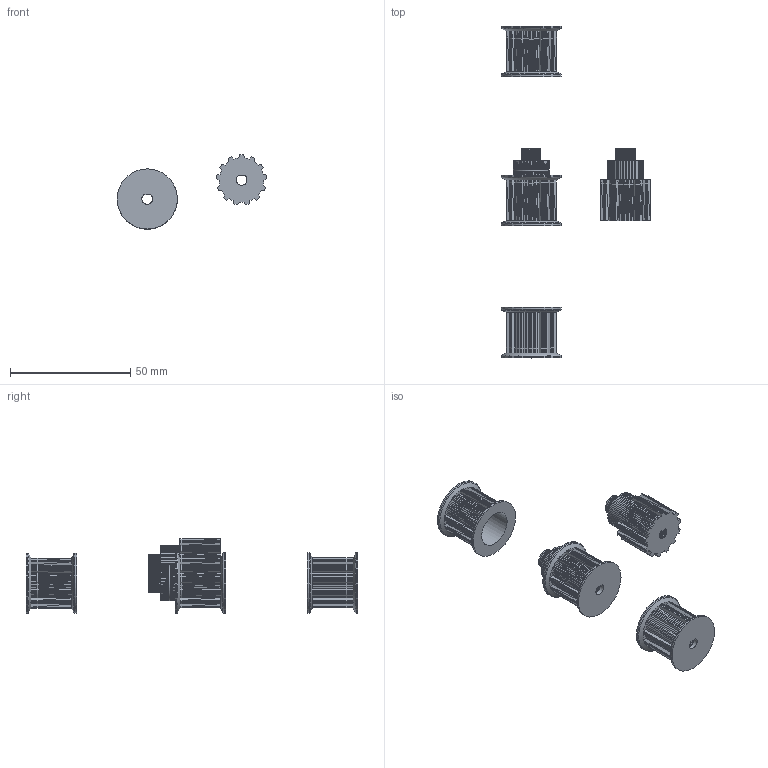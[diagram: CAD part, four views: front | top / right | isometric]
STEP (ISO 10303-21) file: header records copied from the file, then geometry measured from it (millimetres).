
FILE_DESCRIPTION(/* description */ (''),/* implementation_level */ '2;1');
FILE_NAME(/* name */ 'Pulley 8mm IGNIS v7 v9.step',/* time_stamp */ '2024-05-22T13:42:35-03:00',/* author */ (''),/* organization */ (''),/* preprocessor_version */ 'ST-DEVELOPER v20',/* originating_system */ 'Autodesk Translation Framework v13.14.0.145',/* authorisation */ '');
FILE_SCHEMA (('AUTOMOTIVE_DESIGN { 1 0 10303 214 3 1 1 }'));
Products named in the file (1): Pulley 8mm IGNIS v7
Bounding box: 62.2 x 138 x 31.03 mm (x, y, z)
Volume: 23912.4 mm3; surface area: 13496 mm2
Topology: 4 solids, 4 shells, 3004 faces, 5287 edges, 2291 vertices
Faces by surface type: plane 2980, cylinder 12, torus 6, cone 6
Full cylindrical faces by diameter (mm): 15 x1, 25 x6
Entity records: 66950 total; most frequent: DIRECTION 11990, CARTESIAN_POINT 10725, ORIENTED_EDGE 10716, EDGE_CURVE 5358, LINE 4736, VECTOR 4736, AXIS2_PLACEMENT_3D 3627, EDGE_LOOP 3012
